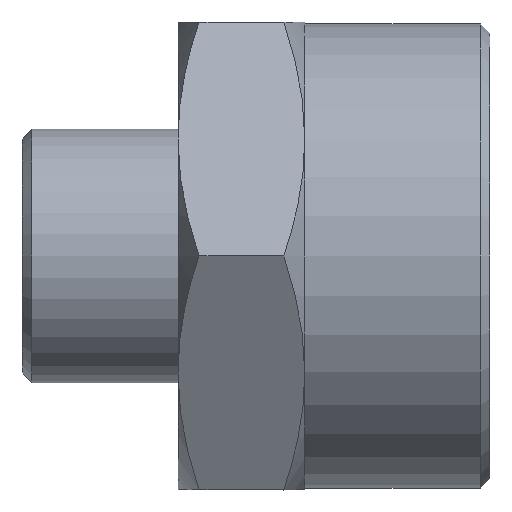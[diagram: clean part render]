
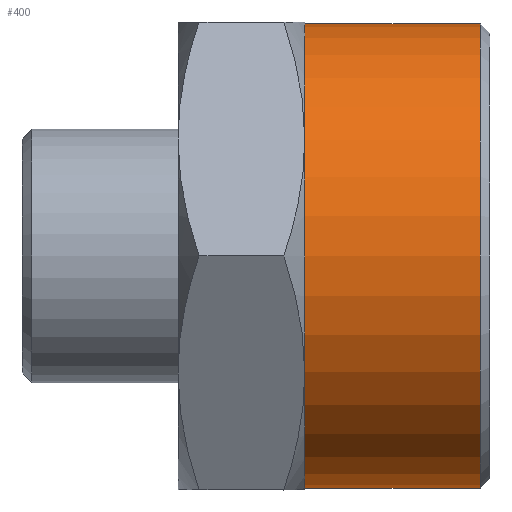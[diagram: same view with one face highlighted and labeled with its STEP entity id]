
A CAD part, left-side view. The second image highlights one B-rep face of the part: STEP entity #400.
In plain terms, the highlighted cylindrical face has radius 11.9 mm (diameter 23.8 mm), a partial arc.
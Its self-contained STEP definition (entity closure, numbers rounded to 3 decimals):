
#1 = VECTOR ( 'NONE', #294, 1000. ) ;
#32 = EDGE_CURVE ( 'NONE', #594, #286, #157, .T. ) ;
#63 = AXIS2_PLACEMENT_3D ( 'NONE', #271, #1100, #418 ) ;
#131 = VECTOR ( 'NONE', #288, 1000. ) ;
#150 = DIRECTION ( 'NONE',  ( 0., 1., 0. ) ) ;
#157 = LINE ( 'NONE', #490, #1 ) ;
#197 = EDGE_CURVE ( 'NONE', #594, #1203, #298, .T. ) ;
#199 = CARTESIAN_POINT ( 'NONE',  ( 0., 9.5, 11.9 ) ) ;
#238 = DIRECTION ( 'NONE',  ( 0., 0., -1. ) ) ;
#247 = EDGE_LOOP ( 'NONE', ( #633, #378, #708, #388 ) ) ;
#271 = CARTESIAN_POINT ( 'NONE',  ( 0., 9.5, 0. ) ) ;
#286 = VERTEX_POINT ( 'NONE', #1207 ) ;
#288 = DIRECTION ( 'NONE',  ( 0., -1., 0. ) ) ;
#294 = DIRECTION ( 'NONE',  ( 0., -1., 0. ) ) ;
#298 = CIRCLE ( 'NONE', #980, 11.9 ) ;
#346 = DIRECTION ( 'NONE',  ( 0., 0., 1. ) ) ;
#351 = DIRECTION ( 'NONE',  ( 0., 1., 0. ) ) ;
#378 = ORIENTED_EDGE ( 'NONE', *, *, #197, .F. ) ;
#388 = ORIENTED_EDGE ( 'NONE', *, *, #590, .T. ) ;
#400 = ADVANCED_FACE ( 'NONE', ( #1172 ), #859, .T. ) ;
#418 = DIRECTION ( 'NONE',  ( 0., 0., -1. ) ) ;
#428 = CARTESIAN_POINT ( 'NONE',  ( 0., 0.5, 11.9 ) ) ;
#490 = CARTESIAN_POINT ( 'NONE',  ( 0., 9.5, -11.9 ) ) ;
#492 = VERTEX_POINT ( 'NONE', #428 ) ;
#590 = EDGE_CURVE ( 'NONE', #286, #492, #1208, .T. ) ;
#594 = VERTEX_POINT ( 'NONE', #643 ) ;
#633 = ORIENTED_EDGE ( 'NONE', *, *, #734, .F. ) ;
#642 = CARTESIAN_POINT ( 'NONE',  ( 0., 9.5, 11.9 ) ) ;
#643 = CARTESIAN_POINT ( 'NONE',  ( 0., 9.5, -11.9 ) ) ;
#708 = ORIENTED_EDGE ( 'NONE', *, *, #32, .T. ) ;
#725 = CARTESIAN_POINT ( 'NONE',  ( 0., 9.5, 0. ) ) ;
#734 = EDGE_CURVE ( 'NONE', #1203, #492, #1222, .T. ) ;
#753 = CARTESIAN_POINT ( 'NONE',  ( 0., 0.5, 0. ) ) ;
#859 = CYLINDRICAL_SURFACE ( 'NONE', #63, 11.9 ) ;
#980 = AXIS2_PLACEMENT_3D ( 'NONE', #725, #150, #238 ) ;
#998 = AXIS2_PLACEMENT_3D ( 'NONE', #753, #351, #346 ) ;
#1100 = DIRECTION ( 'NONE',  ( 0., -1., 0. ) ) ;
#1172 = FACE_OUTER_BOUND ( 'NONE', #247, .T. ) ;
#1203 = VERTEX_POINT ( 'NONE', #642 ) ;
#1207 = CARTESIAN_POINT ( 'NONE',  ( 0., 0.5, -11.9 ) ) ;
#1208 = CIRCLE ( 'NONE', #998, 11.9 ) ;
#1222 = LINE ( 'NONE', #199, #131 ) ;
